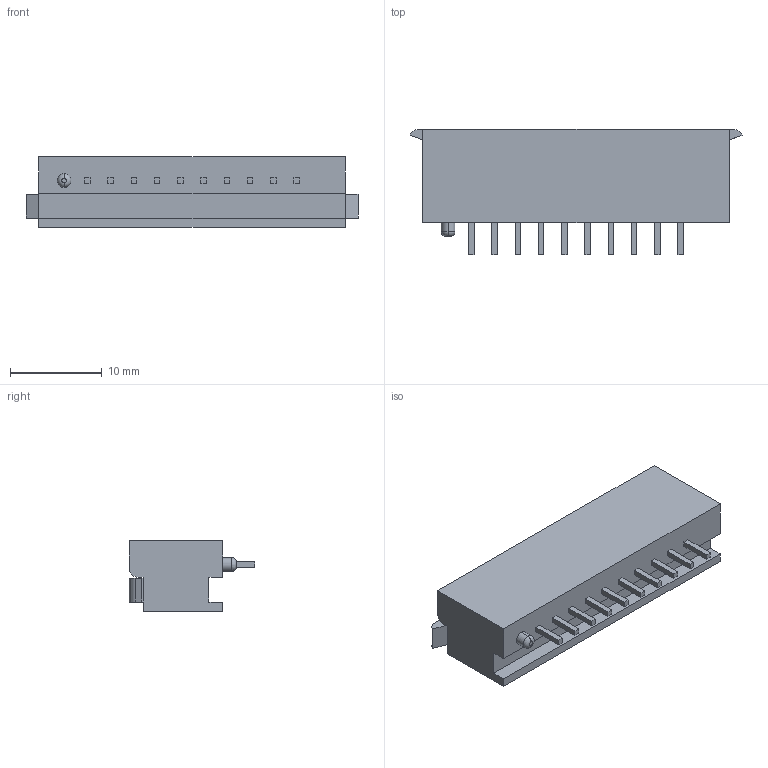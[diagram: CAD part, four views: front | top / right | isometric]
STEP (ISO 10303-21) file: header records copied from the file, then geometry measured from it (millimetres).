
FILE_DESCRIPTION (( 'STEP AP214' ), '1' );
FILE_NAME ('10FDZ-BT.STEP', '2011-05-17T10:23:14', ( 'vpeshkov' ), ( 'licard' ), 'SwSTEP 2.0', 'SolidWorks 2009', '' );
FILE_SCHEMA (( 'AUTOMOTIVE_DESIGN' ));
Length unit declared in the file: millimetre
Products named in the file (1): 10FDZ-BT
Bounding box: 36.26 x 13.7 x 7.7 mm (x, y, z)
Volume: 2365 mm3; surface area: 1886.6 mm2
Topology: 1 solids, 1 shells, 82 faces, 202 edges, 134 vertices
Faces by surface type: plane 74, cylinder 6, torus 2
Entity records: 2972 total; most frequent: CARTESIAN_POINT 419, ORIENTED_EDGE 404, DIRECTION 386, EDGE_CURVE 202, LINE 184, VECTOR 184, VERTEX_POINT 134, AXIS2_PLACEMENT_3D 101
